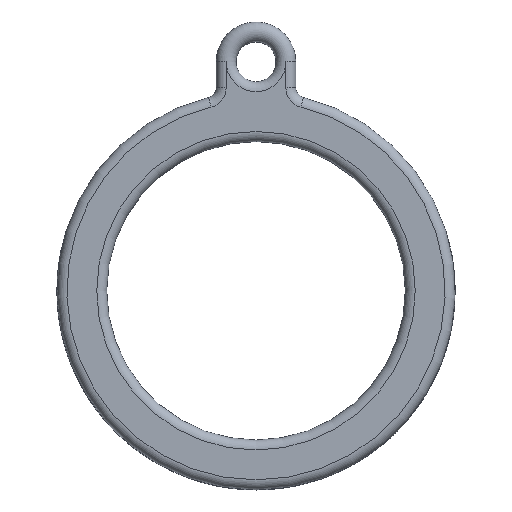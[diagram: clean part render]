
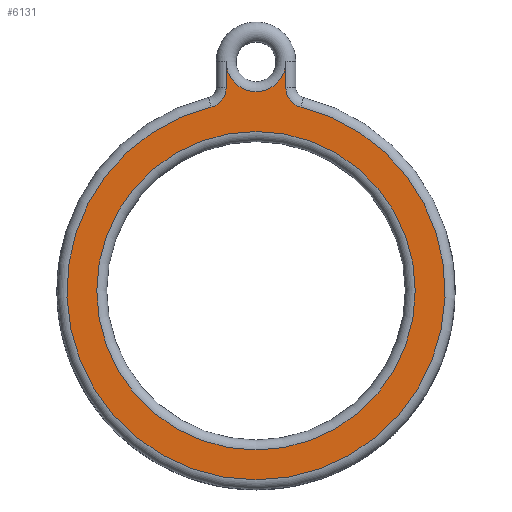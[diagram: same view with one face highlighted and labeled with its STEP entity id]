
A CAD part, top view. The second image highlights one B-rep face of the part: STEP entity #6131.
In plain terms, the highlighted planar face has unit normal (0, 0, 1).
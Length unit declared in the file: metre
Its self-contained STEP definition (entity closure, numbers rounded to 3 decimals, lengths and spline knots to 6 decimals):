
#178=PLANE('',#6605);
#364=CIRCLE('',#6606,0.016);
#365=CIRCLE('',#6607,0.003);
#366=CIRCLE('',#6608,0.002);
#367=CIRCLE('',#6609,0.019);
#368=CIRCLE('',#6610,0.002);
#494=LINE('',#9178,#901);
#495=LINE('',#9183,#902);
#901=VECTOR('',#7167,1.);
#902=VECTOR('',#7170,1.);
#1887=ORIENTED_EDGE('',*,*,#3833,.T.);
#1888=ORIENTED_EDGE('',*,*,#3834,.T.);
#1889=ORIENTED_EDGE('',*,*,#3835,.T.);
#1890=ORIENTED_EDGE('',*,*,#3836,.T.);
#1891=ORIENTED_EDGE('',*,*,#3837,.F.);
#1892=ORIENTED_EDGE('',*,*,#3838,.T.);
#1893=ORIENTED_EDGE('',*,*,#3839,.F.);
#3833=EDGE_CURVE('',#4806,#4806,#364,.F.);
#3834=EDGE_CURVE('',#4807,#4808,#494,.F.);
#3835=EDGE_CURVE('',#4808,#4809,#365,.F.);
#3836=EDGE_CURVE('',#4809,#4810,#495,.T.);
#3837=EDGE_CURVE('',#4811,#4810,#366,.T.);
#3838=EDGE_CURVE('',#4811,#4812,#367,.T.);
#3839=EDGE_CURVE('',#4807,#4812,#368,.T.);
#4806=VERTEX_POINT('',#9177);
#4807=VERTEX_POINT('',#9179);
#4808=VERTEX_POINT('',#9180);
#4809=VERTEX_POINT('',#9182);
#4810=VERTEX_POINT('',#9184);
#4811=VERTEX_POINT('',#9186);
#4812=VERTEX_POINT('',#9188);
#5283=EDGE_LOOP('',(#1887));
#5284=EDGE_LOOP('',(#1888,#1889,#1890,#1891,#1892,#1893));
#5686=FACE_BOUND('',#5283,.T.);
#5687=FACE_BOUND('',#5284,.T.);
#6131=ADVANCED_FACE('',(#5686,#5687),#178,.T.);
#6605=AXIS2_PLACEMENT_3D('',#9175,#7163,#7164);
#6606=AXIS2_PLACEMENT_3D('',#9176,#7165,#7166);
#6607=AXIS2_PLACEMENT_3D('',#9181,#7168,#7169);
#6608=AXIS2_PLACEMENT_3D('',#9185,#7171,#7172);
#6609=AXIS2_PLACEMENT_3D('',#9187,#7173,#7174);
#6610=AXIS2_PLACEMENT_3D('',#9189,#7175,#7176);
#7163=DIRECTION('',(0.,0.,1.));
#7164=DIRECTION('',(1.,0.,0.));
#7165=DIRECTION('',(0.,0.,1.));
#7166=DIRECTION('',(1.,0.,0.));
#7167=DIRECTION('',(0.,-1.,0.));
#7168=DIRECTION('',(0.,0.,1.));
#7169=DIRECTION('',(1.,0.,0.));
#7170=DIRECTION('',(0.,-1.,0.));
#7171=DIRECTION('',(0.,0.,1.));
#7172=DIRECTION('',(1.,0.,0.));
#7173=DIRECTION('',(0.,0.,1.));
#7174=DIRECTION('',(1.,0.,0.));
#7175=DIRECTION('',(0.,0.,1.));
#7176=DIRECTION('',(1.,0.,0.));
#9175=CARTESIAN_POINT('',(0.,0.,0.006));
#9176=CARTESIAN_POINT('',(0.,0.,0.006));
#9177=CARTESIAN_POINT('',(0.016,0.,0.006));
#9178=CARTESIAN_POINT('',(0.003,0.023,0.006));
#9179=CARTESIAN_POINT('',(0.003,0.020396,0.006));
#9180=CARTESIAN_POINT('',(0.003,0.023,0.006));
#9181=CARTESIAN_POINT('',(0.,0.023,0.006));
#9182=CARTESIAN_POINT('',(-0.003,0.023,0.006));
#9183=CARTESIAN_POINT('',(-0.003,0.,0.006));
#9184=CARTESIAN_POINT('',(-0.003,0.020396,0.006));
#9185=CARTESIAN_POINT('',(-0.005,0.020396,0.006));
#9186=CARTESIAN_POINT('',(-0.004524,0.018454,0.006));
#9187=CARTESIAN_POINT('',(0.,0.,0.006));
#9188=CARTESIAN_POINT('',(0.004524,0.018454,0.006));
#9189=CARTESIAN_POINT('',(0.005,0.020396,0.006));
